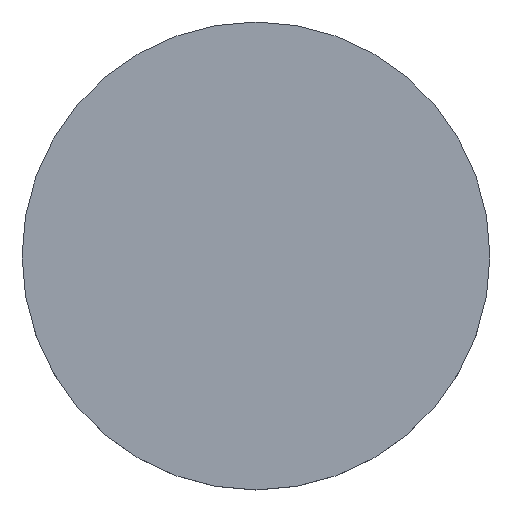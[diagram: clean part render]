
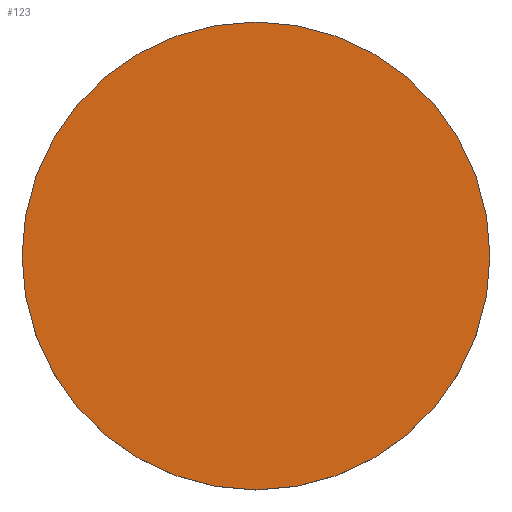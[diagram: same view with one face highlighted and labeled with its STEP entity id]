
A CAD part, top view. The second image highlights one B-rep face of the part: STEP entity #123.
In plain terms, the highlighted planar face has unit normal (0, 0, 1).
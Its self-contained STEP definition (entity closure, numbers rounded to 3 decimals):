
#2 = VERTEX_POINT ( 'NONE', #55 ) ;
#5 = DIRECTION ( 'NONE',  ( 0., 0., 1. ) ) ;
#22 = PLANE ( 'NONE',  #109 ) ;
#28 = VERTEX_POINT ( 'NONE', #80 ) ;
#34 = AXIS2_PLACEMENT_3D ( 'NONE', #60, #83, #59 ) ;
#35 = CARTESIAN_POINT ( 'NONE',  ( 0., 0., 0.55 ) ) ;
#41 = CIRCLE ( 'NONE', #135, 5. ) ;
#45 = DIRECTION ( 'NONE',  ( 1., 0., 0. ) ) ;
#52 = DIRECTION ( 'NONE',  ( 1., 0., 0. ) ) ;
#55 = CARTESIAN_POINT ( 'NONE',  ( -5., 0., 0.55 ) ) ;
#59 = DIRECTION ( 'NONE',  ( 1., 0., 0. ) ) ;
#60 = CARTESIAN_POINT ( 'NONE',  ( 0., 0., 0.55 ) ) ;
#63 = FACE_OUTER_BOUND ( 'NONE', #76, .T. ) ;
#64 = EDGE_CURVE ( 'NONE', #28, #2, #41, .T. ) ;
#71 = DIRECTION ( 'NONE',  ( 0., 0., 1. ) ) ;
#76 = EDGE_LOOP ( 'NONE', ( #78, #85 ) ) ;
#78 = ORIENTED_EDGE ( 'NONE', *, *, #138, .T. ) ;
#80 = CARTESIAN_POINT ( 'NONE',  ( 5., 0., 0.55 ) ) ;
#83 = DIRECTION ( 'NONE',  ( 0., 0., 1. ) ) ;
#85 = ORIENTED_EDGE ( 'NONE', *, *, #64, .T. ) ;
#91 = CARTESIAN_POINT ( 'NONE',  ( 0., 0., 0.55 ) ) ;
#109 = AXIS2_PLACEMENT_3D ( 'NONE', #91, #71, #45 ) ;
#123 = ADVANCED_FACE ( 'NONE', ( #63 ), #22, .T. ) ;
#135 = AXIS2_PLACEMENT_3D ( 'NONE', #35, #5, #52 ) ;
#137 = CIRCLE ( 'NONE', #34, 5. ) ;
#138 = EDGE_CURVE ( 'NONE', #2, #28, #137, .T. ) ;
